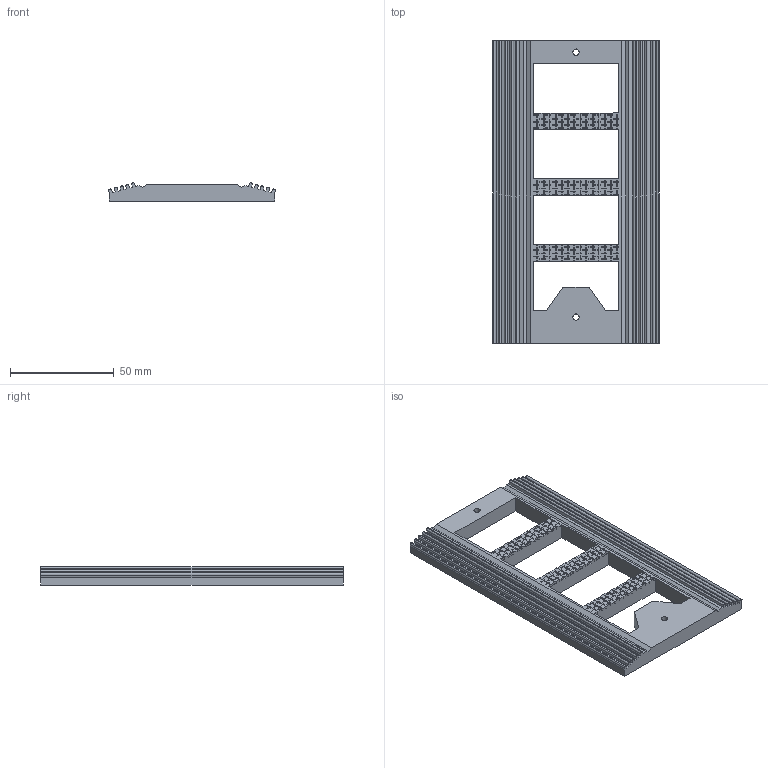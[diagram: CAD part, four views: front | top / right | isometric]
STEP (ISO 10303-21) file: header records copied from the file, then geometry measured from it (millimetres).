
FILE_DESCRIPTION(/* description */ (''),/* implementation_level */ '2;1');
FILE_NAME(/* name */ 'Booster_frame_without_pen.step',/* time_stamp */ '2020-11-25T09:45:18+01:00',/* author */ (''),/* organization */ (''),/* preprocessor_version */ 'ST-DEVELOPER v18.1',/* originating_system */ 'Autodesk Translation Framework v9.3.0.1241',/* authorisation */ '');
FILE_SCHEMA (('AUTOMOTIVE_DESIGN { 1 0 10303 214 3 1 1 }'));
Length unit declared in the file: millimetre
Products named in the file (1): Booster_frame_without_pen
Bounding box: 80.37 x 146 x 8.86 mm (x, y, z)
Volume: 56185.9 mm3; surface area: 28637.1 mm2
Topology: 1 solids, 1 shells, 1065 faces, 3198 edges, 2132 vertices
Faces by surface type: plane 1043, cylinder 22
Full cylindrical faces by diameter (mm): 3 x2
Entity records: 35280 total; most frequent: ORIENTED_EDGE 6396, CARTESIAN_POINT 6396, DIRECTION 5374, EDGE_CURVE 3198, LINE 3154, VECTOR 3154, VERTEX_POINT 2132, AXIS2_PLACEMENT_3D 1110
